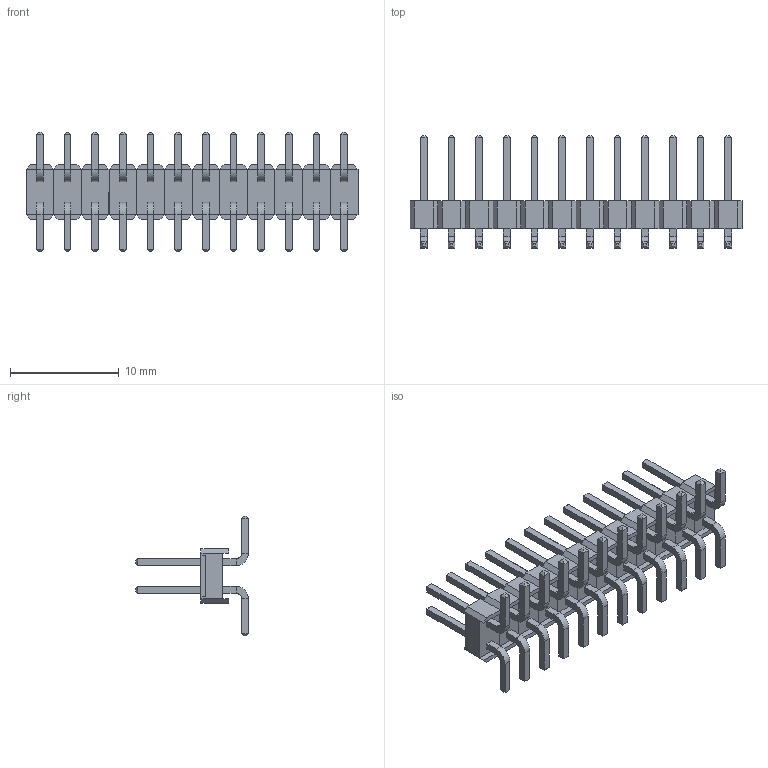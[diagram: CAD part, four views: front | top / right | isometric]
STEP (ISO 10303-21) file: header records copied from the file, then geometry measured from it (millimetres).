
FILE_DESCRIPTION (( 'STEP AP214' ), '1' );
FILE_NAME ('PLD_24SMD.STEP', '2019-07-03T12:43:57', ( '' ), ( '' ), 'SwSTEP 2.0', 'SolidWorks 2018', '' );
FILE_SCHEMA (( 'AUTOMOTIVE_DESIGN' ));
Length unit declared in the file: millimetre
Products named in the file (1): PLD_24SMD
Bounding box: 30.48 x 10.36 x 11 mm (x, y, z)
Volume: 418 mm3; surface area: 1424.8 mm2
Topology: 12 solids, 12 shells, 888 faces, 2016 edges, 1200 vertices
Faces by surface type: plane 840, cylinder 48
Entity records: 33761 total; most frequent: CARTESIAN_POINT 4105, ORIENTED_EDGE 4032, DIRECTION 3890, EDGE_CURVE 2016, LINE 1920, VECTOR 1920, VERTEX_POINT 1200, AXIS2_PLACEMENT_3D 985
